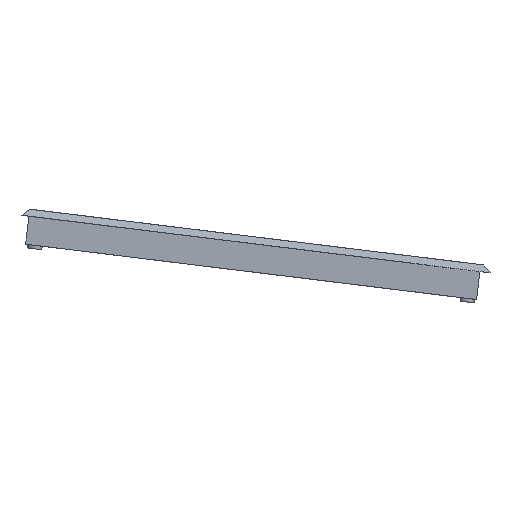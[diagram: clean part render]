
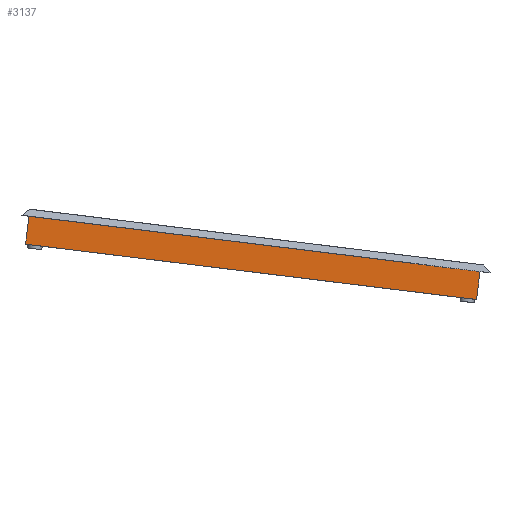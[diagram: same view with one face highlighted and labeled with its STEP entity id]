
A CAD part, left-side view. The second image highlights one B-rep face of the part: STEP entity #3137.
In plain terms, the highlighted planar face has unit normal (-1, 0, 0).
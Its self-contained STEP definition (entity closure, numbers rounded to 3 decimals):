
#259=FACE_OUTER_BOUND('',#432,.T.);
#432=EDGE_LOOP('',(#2667,#2668,#2669,#2670));
#756=LINE('',#5143,#1112);
#771=LINE('',#5199,#1127);
#772=LINE('',#5202,#1128);
#773=LINE('',#5203,#1129);
#1112=VECTOR('',#3875,10.);
#1127=VECTOR('',#3936,10.);
#1128=VECTOR('',#3939,10.);
#1129=VECTOR('',#3940,10.);
#1484=VERTEX_POINT('',#5140);
#1485=VERTEX_POINT('',#5142);
#1503=VERTEX_POINT('',#5197);
#1504=VERTEX_POINT('',#5201);
#1895=EDGE_CURVE('',#1484,#1485,#756,.T.);
#1922=EDGE_CURVE('',#1484,#1503,#771,.T.);
#1923=EDGE_CURVE('',#1504,#1503,#772,.T.);
#1924=EDGE_CURVE('',#1485,#1504,#773,.T.);
#2667=ORIENTED_EDGE('',*,*,#1923,.F.);
#2668=ORIENTED_EDGE('',*,*,#1924,.F.);
#2669=ORIENTED_EDGE('',*,*,#1895,.F.);
#2670=ORIENTED_EDGE('',*,*,#1922,.T.);
#2976=PLANE('',#3320);
#3137=ADVANCED_FACE('',(#259),#2976,.T.);
#3320=AXIS2_PLACEMENT_3D('',#5200,#3937,#3938);
#3875=DIRECTION('',(0.,-0.993,-0.122));
#3936=DIRECTION('',(0.,0.122,-0.993));
#3937=DIRECTION('center_axis',(-1.,0.,0.));
#3938=DIRECTION('ref_axis',(0.,-0.122,0.993));
#3939=DIRECTION('',(0.,0.993,0.122));
#3940=DIRECTION('',(0.,0.122,-0.993));
#5140=CARTESIAN_POINT('',(-162.312,57.954,30.178));
#5142=CARTESIAN_POINT('',(-162.312,-70.156,14.448));
#5143=CARTESIAN_POINT('',(-162.312,-37.988,18.398));
#5197=CARTESIAN_POINT('',(-162.312,58.929,22.238));
#5199=CARTESIAN_POINT('',(-162.312,58.563,25.215));
#5200=CARTESIAN_POINT('Origin',(-162.312,-68.694,2.538));
#5201=CARTESIAN_POINT('',(-162.312,-69.181,6.508));
#5202=CARTESIAN_POINT('',(-162.312,-5.126,14.373));
#5203=CARTESIAN_POINT('',(-162.312,-69.547,9.486));
